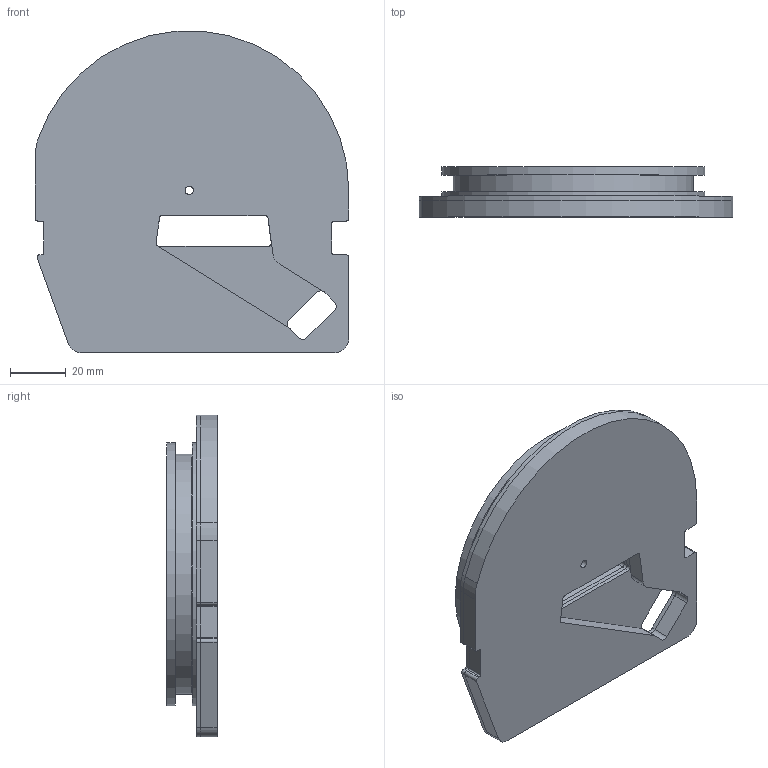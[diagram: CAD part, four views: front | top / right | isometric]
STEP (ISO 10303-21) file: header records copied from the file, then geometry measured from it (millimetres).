
FILE_DESCRIPTION(/* description */ (''),/* implementation_level */ '2;1');
FILE_NAME(/* name */ 'Pass Through EndCap.stp',/* time_stamp */ '2015-09-22T15:42:06-07:00',/* author */ ('Evil Brian'),/* organization */ (''),/* preprocessor_version */ 'ST-DEVELOPER v16.1',/* originating_system */ 'Autodesk Inventor 2016',/* authorisation */ '');
FILE_SCHEMA (('AUTOMOTIVE_DESIGN { 1 0 10303 214 3 1 1 }'));
Length unit declared in the file: millimetre
Products named in the file (6): PT Flange Inner; PT Flange Middle; PT Gland Inner; PT Gland Middle; PT Gland Outer; Pass Through EndCap
Assembly tree (5 placements, depth 2):
  Pass Through EndCap
    PT Flange Inner
    PT Flange Middle
    PT Gland Inner
    PT Gland Middle
    PT Gland Outer
Bounding box: 112 x 18 x 114.81 mm (x, y, z)
Volume: 136269.4 mm3; surface area: 86158.4 mm2
Topology: 5 solids, 5 shells, 127 faces, 351 edges, 234 vertices
Faces by surface type: cylinder 64, plane 63
Full cylindrical faces by diameter (mm): 3 x5, 4 x1, 85.75 x1, 94 x2
Entity records: 4226 total; most frequent: DIRECTION 746, CARTESIAN_POINT 714, ORIENTED_EDGE 684, EDGE_CURVE 342, AXIS2_PLACEMENT_3D 266, VERTEX_POINT 234, LINE 214, VECTOR 214
